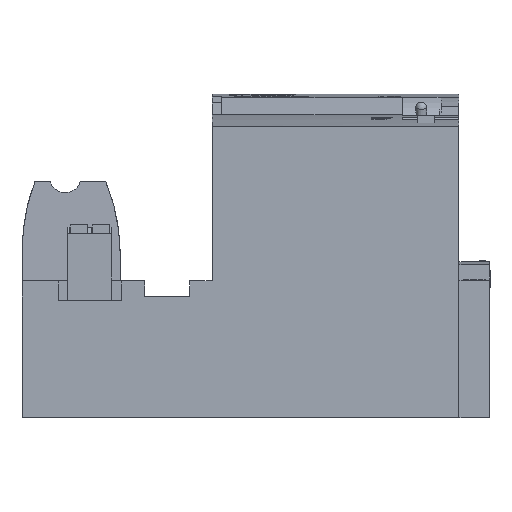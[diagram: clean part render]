
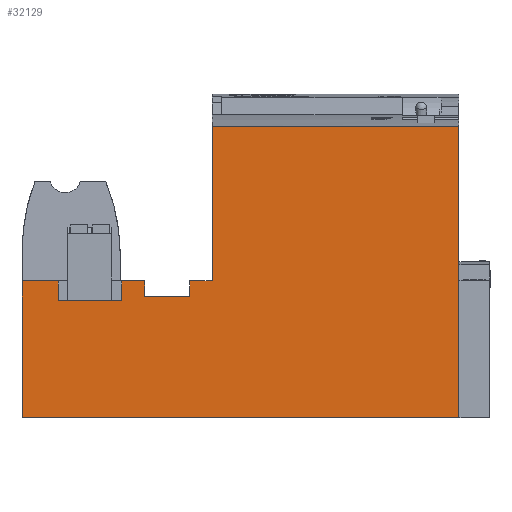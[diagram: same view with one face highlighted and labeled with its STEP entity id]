
A CAD part, front view. The second image highlights one B-rep face of the part: STEP entity #32129.
In plain terms, the highlighted planar face has unit normal (0, -1, 0).
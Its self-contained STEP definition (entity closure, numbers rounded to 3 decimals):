
#32129=ADVANCED_FACE('',(#39406),#36185,.T.);
#36185=PLANE('',#101277);
#39406=FACE_OUTER_BOUND('',#43298,.T.);
#43298=EDGE_LOOP('',(#48442,#48443,#48444,#48445,#48446,#48447,#48448,#48449,
#48450,#48451,#48452,#48453,#48454,#48455));
#48442=ORIENTED_EDGE('',*,*,#75825,.F.);
#48443=ORIENTED_EDGE('',*,*,#75826,.T.);
#48444=ORIENTED_EDGE('',*,*,#75827,.F.);
#48445=ORIENTED_EDGE('',*,*,#75828,.T.);
#48446=ORIENTED_EDGE('',*,*,#75829,.F.);
#48447=ORIENTED_EDGE('',*,*,#75830,.F.);
#48448=ORIENTED_EDGE('',*,*,#75831,.F.);
#48449=ORIENTED_EDGE('',*,*,#75832,.T.);
#48450=ORIENTED_EDGE('',*,*,#75833,.F.);
#48451=ORIENTED_EDGE('',*,*,#75834,.T.);
#48452=ORIENTED_EDGE('',*,*,#75835,.T.);
#48453=ORIENTED_EDGE('',*,*,#75791,.F.);
#48454=ORIENTED_EDGE('',*,*,#75836,.F.);
#48455=ORIENTED_EDGE('',*,*,#75837,.T.);
#68848=VERTEX_POINT('',#124321);
#68849=VERTEX_POINT('',#124323);
#68875=VERTEX_POINT('',#124393);
#68876=VERTEX_POINT('',#124394);
#68877=VERTEX_POINT('',#124396);
#68878=VERTEX_POINT('',#124398);
#68879=VERTEX_POINT('',#124400);
#68880=VERTEX_POINT('',#124402);
#68881=VERTEX_POINT('',#124404);
#68882=VERTEX_POINT('',#124406);
#68883=VERTEX_POINT('',#124408);
#68884=VERTEX_POINT('',#124410);
#68885=VERTEX_POINT('',#124412);
#68886=VERTEX_POINT('',#124415);
#75791=EDGE_CURVE('',#68848,#68849,#86026,.T.);
#75825=EDGE_CURVE('',#68875,#68876,#86055,.T.);
#75826=EDGE_CURVE('',#68875,#68877,#86056,.T.);
#75827=EDGE_CURVE('',#68878,#68877,#86057,.T.);
#75828=EDGE_CURVE('',#68878,#68879,#86058,.T.);
#75829=EDGE_CURVE('',#68880,#68879,#86059,.T.);
#75830=EDGE_CURVE('',#68881,#68880,#86060,.T.);
#75831=EDGE_CURVE('',#68882,#68881,#86061,.T.);
#75832=EDGE_CURVE('',#68882,#68883,#86062,.T.);
#75833=EDGE_CURVE('',#68884,#68883,#86063,.T.);
#75834=EDGE_CURVE('',#68884,#68885,#86064,.T.);
#75835=EDGE_CURVE('',#68885,#68849,#86065,.T.);
#75836=EDGE_CURVE('',#68886,#68848,#86066,.T.);
#75837=EDGE_CURVE('',#68886,#68876,#86067,.T.);
#86026=LINE('',#124322,#93599);
#86055=LINE('',#124392,#93628);
#86056=LINE('',#124395,#93629);
#86057=LINE('',#124397,#93630);
#86058=LINE('',#124399,#93631);
#86059=LINE('',#124401,#93632);
#86060=LINE('',#124403,#93633);
#86061=LINE('',#124405,#93634);
#86062=LINE('',#124407,#93635);
#86063=LINE('',#124409,#93636);
#86064=LINE('',#124411,#93637);
#86065=LINE('',#124413,#93638);
#86066=LINE('',#124414,#93639);
#86067=LINE('',#124416,#93640);
#93599=VECTOR('',#106420,1.);
#93628=VECTOR('',#106471,1.);
#93629=VECTOR('',#106472,1.);
#93630=VECTOR('',#106473,1.);
#93631=VECTOR('',#106474,1.);
#93632=VECTOR('',#106475,1.);
#93633=VECTOR('',#106476,1.);
#93634=VECTOR('',#106477,1.);
#93635=VECTOR('',#106478,1.);
#93636=VECTOR('',#106479,1.);
#93637=VECTOR('',#106480,1.);
#93638=VECTOR('',#106481,1.);
#93639=VECTOR('',#106482,1.);
#93640=VECTOR('',#106483,1.);
#101277=AXIS2_PLACEMENT_3D('',#124417,#106484,#106485);
#106420=DIRECTION('',(0.,0.,-1.));
#106471=DIRECTION('',(1.,0.,0.));
#106472=DIRECTION('',(0.,0.,-1.));
#106473=DIRECTION('',(1.,0.,0.));
#106474=DIRECTION('',(0.,0.,1.));
#106475=DIRECTION('',(1.,0.,0.));
#106476=DIRECTION('',(0.,0.,1.));
#106477=DIRECTION('',(1.,0.,0.));
#106478=DIRECTION('',(0.,0.,1.));
#106479=DIRECTION('',(1.,0.,0.));
#106480=DIRECTION('',(0.,0.,-1.));
#106481=DIRECTION('',(1.,0.,0.));
#106482=DIRECTION('',(1.,0.,0.));
#106483=DIRECTION('',(0.,0.,-1.));
#106484=DIRECTION('',(0.,-1.,0.));
#106485=DIRECTION('',(0.,0.,-1.));
#124321=CARTESIAN_POINT('',(0.,-76.6,59.596));
#124322=CARTESIAN_POINT('',(0.,-76.6,12.2));
#124323=CARTESIAN_POINT('',(0.,-76.6,-7.));
#124392=CARTESIAN_POINT('',(-81.,-76.6,24.3));
#124393=CARTESIAN_POINT('',(-61.6,-76.6,24.3));
#124394=CARTESIAN_POINT('',(-56.499,-76.6,24.3));
#124395=CARTESIAN_POINT('',(-61.6,-76.6,12.2));
#124396=CARTESIAN_POINT('',(-61.6,-76.6,20.8));
#124397=CARTESIAN_POINT('',(-100.,-76.6,20.8));
#124398=CARTESIAN_POINT('',(-71.9,-76.6,20.8));
#124399=CARTESIAN_POINT('',(-71.9,-76.6,12.2));
#124400=CARTESIAN_POINT('',(-71.9,-76.6,24.3));
#124401=CARTESIAN_POINT('',(-81.,-76.6,24.3));
#124402=CARTESIAN_POINT('',(-77.2,-76.6,24.3));
#124403=CARTESIAN_POINT('',(-77.2,-76.6,19.8));
#124404=CARTESIAN_POINT('',(-77.2,-76.6,19.8));
#124405=CARTESIAN_POINT('',(-91.75,-76.6,19.8));
#124406=CARTESIAN_POINT('',(-91.75,-76.6,19.8));
#124407=CARTESIAN_POINT('',(-91.75,-76.6,19.8));
#124408=CARTESIAN_POINT('',(-91.75,-76.6,24.3));
#124409=CARTESIAN_POINT('',(-81.,-76.6,24.3));
#124410=CARTESIAN_POINT('',(-100.,-76.6,24.3));
#124411=CARTESIAN_POINT('',(-100.,-76.6,12.2));
#124412=CARTESIAN_POINT('',(-100.,-76.6,-7.));
#124413=CARTESIAN_POINT('',(-100.,-76.6,-7.));
#124414=CARTESIAN_POINT('',(-56.499,-76.6,59.596));
#124415=CARTESIAN_POINT('',(-56.499,-76.6,59.596));
#124416=CARTESIAN_POINT('',(-56.499,-76.6,59.596));
#124417=CARTESIAN_POINT('',(-100.,-76.6,12.2));
